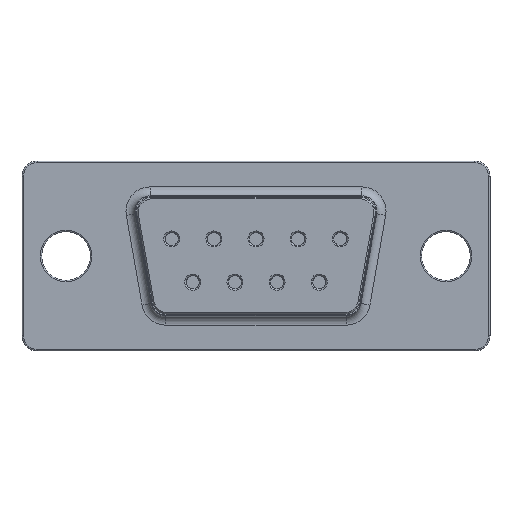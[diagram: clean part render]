
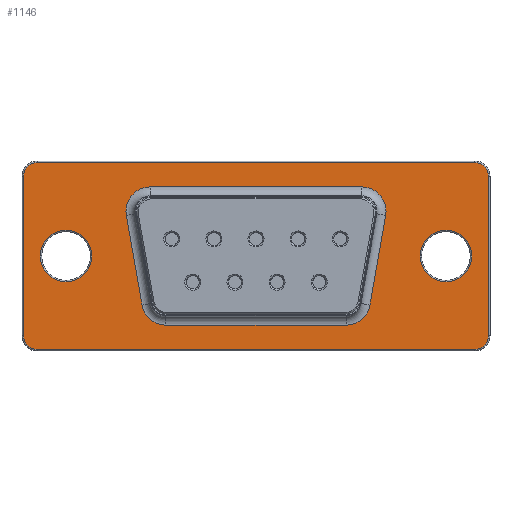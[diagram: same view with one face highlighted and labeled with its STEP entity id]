
A CAD part, top view. The second image highlights one B-rep face of the part: STEP entity #1146.
In plain terms, the highlighted planar face has unit normal (0, 0, 1).
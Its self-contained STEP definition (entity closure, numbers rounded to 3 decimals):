
#947 = VERTEX_POINT('',#948);
#948 = CARTESIAN_POINT('',(-14.075,1.254,4.7));
#957 = VERTEX_POINT('',#958);
#958 = CARTESIAN_POINT('',(-12.499,3.13,4.7));
#965 = EDGE_CURVE('',#947,#957,#966,.T.);
#966 = CIRCLE('',#967,1.6);
#967 = AXIS2_PLACEMENT_3D('',#968,#969,#970);
#968 = CARTESIAN_POINT('',(-12.499,1.53,4.7));
#969 = DIRECTION('',(0.,0.,-1.));
#970 = DIRECTION('',(-0.985,-0.173,0.));
#1044 = EDGE_CURVE('',#957,#1045,#1047,.T.);
#1045 = VERTEX_POINT('',#1046);
#1046 = CARTESIAN_POINT('',(1.419,3.13,4.7));
#1047 = LINE('',#1048,#1049);
#1048 = CARTESIAN_POINT('',(-12.499,3.13,4.7));
#1049 = VECTOR('',#1050,1.);
#1050 = DIRECTION('',(1.,0.,0.));
#1126 = VERTEX_POINT('',#1127);
#1127 = CARTESIAN_POINT('',(-13.041,-4.646,4.7));
#1134 = EDGE_CURVE('',#1126,#947,#1135,.T.);
#1135 = LINE('',#1136,#1137);
#1136 = CARTESIAN_POINT('',(-13.041,-4.646,4.7));
#1137 = VECTOR('',#1138,1.);
#1138 = DIRECTION('',(-0.173,0.985,0.));
#1146 = ADVANCED_FACE('',(#1147,#1193,#1263,#1274),#1285,.T.);
#1147 = FACE_BOUND('',#1148,.T.);
#1148 = EDGE_LOOP('',(#1149,#1150,#1159,#1167,#1176,#1184,#1191,#1192));
#1149 = ORIENTED_EDGE('',*,*,#1044,.T.);
#1150 = ORIENTED_EDGE('',*,*,#1151,.T.);
#1151 = EDGE_CURVE('',#1045,#1152,#1154,.T.);
#1152 = VERTEX_POINT('',#1153);
#1153 = CARTESIAN_POINT('',(2.995,1.254,4.7));
#1154 = CIRCLE('',#1155,1.6);
#1155 = AXIS2_PLACEMENT_3D('',#1156,#1157,#1158);
#1156 = CARTESIAN_POINT('',(1.419,1.53,4.7));
#1157 = DIRECTION('',(0.,0.,-1.));
#1158 = DIRECTION('',(0.,1.,0.));
#1159 = ORIENTED_EDGE('',*,*,#1160,.T.);
#1160 = EDGE_CURVE('',#1152,#1161,#1163,.T.);
#1161 = VERTEX_POINT('',#1162);
#1162 = CARTESIAN_POINT('',(1.961,-4.646,4.7));
#1163 = LINE('',#1164,#1165);
#1164 = CARTESIAN_POINT('',(2.995,1.254,4.7));
#1165 = VECTOR('',#1166,1.);
#1166 = DIRECTION('',(-0.173,-0.985,0.));
#1167 = ORIENTED_EDGE('',*,*,#1168,.T.);
#1168 = EDGE_CURVE('',#1161,#1169,#1171,.T.);
#1169 = VERTEX_POINT('',#1170);
#1170 = CARTESIAN_POINT('',(0.385,-5.97,4.7));
#1171 = CIRCLE('',#1172,1.6);
#1172 = AXIS2_PLACEMENT_3D('',#1173,#1174,#1175);
#1173 = CARTESIAN_POINT('',(0.385,-4.37,4.7));
#1174 = DIRECTION('',(0.,0.,-1.));
#1175 = DIRECTION('',(0.985,-0.173,0.));
#1176 = ORIENTED_EDGE('',*,*,#1177,.T.);
#1177 = EDGE_CURVE('',#1169,#1178,#1180,.T.);
#1178 = VERTEX_POINT('',#1179);
#1179 = CARTESIAN_POINT('',(-11.465,-5.97,4.7));
#1180 = LINE('',#1181,#1182);
#1181 = CARTESIAN_POINT('',(0.385,-5.97,4.7));
#1182 = VECTOR('',#1183,1.);
#1183 = DIRECTION('',(-1.,0.,0.));
#1184 = ORIENTED_EDGE('',*,*,#1185,.T.);
#1185 = EDGE_CURVE('',#1178,#1126,#1186,.T.);
#1186 = CIRCLE('',#1187,1.6);
#1187 = AXIS2_PLACEMENT_3D('',#1188,#1189,#1190);
#1188 = CARTESIAN_POINT('',(-11.465,-4.37,4.7));
#1189 = DIRECTION('',(0.,0.,-1.));
#1190 = DIRECTION('',(0.,-1.,0.));
#1191 = ORIENTED_EDGE('',*,*,#1134,.T.);
#1192 = ORIENTED_EDGE('',*,*,#965,.T.);
#1193 = FACE_BOUND('',#1194,.T.);
#1194 = EDGE_LOOP('',(#1195,#1206,#1214,#1223,#1231,#1240,#1248,#1257));
#1195 = ORIENTED_EDGE('',*,*,#1196,.T.);
#1196 = EDGE_CURVE('',#1197,#1199,#1201,.T.);
#1197 = VERTEX_POINT('',#1198);
#1198 = CARTESIAN_POINT('',(-19.94,4.73,4.7));
#1199 = VERTEX_POINT('',#1200);
#1200 = CARTESIAN_POINT('',(-20.84,3.83,4.7));
#1201 = CIRCLE('',#1202,0.9);
#1202 = AXIS2_PLACEMENT_3D('',#1203,#1204,#1205);
#1203 = CARTESIAN_POINT('',(-19.94,3.83,4.7));
#1204 = DIRECTION('',(0.,0.,1.));
#1205 = DIRECTION('',(0.,1.,0.));
#1206 = ORIENTED_EDGE('',*,*,#1207,.T.);
#1207 = EDGE_CURVE('',#1199,#1208,#1210,.T.);
#1208 = VERTEX_POINT('',#1209);
#1209 = CARTESIAN_POINT('',(-20.84,-6.67,4.7));
#1210 = LINE('',#1211,#1212);
#1211 = CARTESIAN_POINT('',(-20.84,3.83,4.7));
#1212 = VECTOR('',#1213,1.);
#1213 = DIRECTION('',(0.,-1.,0.));
#1214 = ORIENTED_EDGE('',*,*,#1215,.T.);
#1215 = EDGE_CURVE('',#1208,#1216,#1218,.T.);
#1216 = VERTEX_POINT('',#1217);
#1217 = CARTESIAN_POINT('',(-19.94,-7.57,4.7));
#1218 = CIRCLE('',#1219,0.9);
#1219 = AXIS2_PLACEMENT_3D('',#1220,#1221,#1222);
#1220 = CARTESIAN_POINT('',(-19.94,-6.67,4.7));
#1221 = DIRECTION('',(0.,0.,1.));
#1222 = DIRECTION('',(-1.,0.,0.));
#1223 = ORIENTED_EDGE('',*,*,#1224,.T.);
#1224 = EDGE_CURVE('',#1216,#1225,#1227,.T.);
#1225 = VERTEX_POINT('',#1226);
#1226 = CARTESIAN_POINT('',(8.86,-7.57,4.7));
#1227 = LINE('',#1228,#1229);
#1228 = CARTESIAN_POINT('',(-19.94,-7.57,4.7));
#1229 = VECTOR('',#1230,1.);
#1230 = DIRECTION('',(1.,0.,0.));
#1231 = ORIENTED_EDGE('',*,*,#1232,.T.);
#1232 = EDGE_CURVE('',#1225,#1233,#1235,.T.);
#1233 = VERTEX_POINT('',#1234);
#1234 = CARTESIAN_POINT('',(9.76,-6.67,4.7));
#1235 = CIRCLE('',#1236,0.9);
#1236 = AXIS2_PLACEMENT_3D('',#1237,#1238,#1239);
#1237 = CARTESIAN_POINT('',(8.86,-6.67,4.7));
#1238 = DIRECTION('',(0.,0.,1.));
#1239 = DIRECTION('',(0.,-1.,0.));
#1240 = ORIENTED_EDGE('',*,*,#1241,.T.);
#1241 = EDGE_CURVE('',#1233,#1242,#1244,.T.);
#1242 = VERTEX_POINT('',#1243);
#1243 = CARTESIAN_POINT('',(9.76,3.83,4.7));
#1244 = LINE('',#1245,#1246);
#1245 = CARTESIAN_POINT('',(9.76,-6.67,4.7));
#1246 = VECTOR('',#1247,1.);
#1247 = DIRECTION('',(0.,1.,0.));
#1248 = ORIENTED_EDGE('',*,*,#1249,.T.);
#1249 = EDGE_CURVE('',#1242,#1250,#1252,.T.);
#1250 = VERTEX_POINT('',#1251);
#1251 = CARTESIAN_POINT('',(8.86,4.73,4.7));
#1252 = CIRCLE('',#1253,0.9);
#1253 = AXIS2_PLACEMENT_3D('',#1254,#1255,#1256);
#1254 = CARTESIAN_POINT('',(8.86,3.83,4.7));
#1255 = DIRECTION('',(0.,0.,1.));
#1256 = DIRECTION('',(1.,0.,0.));
#1257 = ORIENTED_EDGE('',*,*,#1258,.T.);
#1258 = EDGE_CURVE('',#1250,#1197,#1259,.T.);
#1259 = LINE('',#1260,#1261);
#1260 = CARTESIAN_POINT('',(8.86,4.73,4.7));
#1261 = VECTOR('',#1262,1.);
#1262 = DIRECTION('',(-1.,0.,0.));
#1263 = FACE_BOUND('',#1264,.T.);
#1264 = EDGE_LOOP('',(#1265));
#1265 = ORIENTED_EDGE('',*,*,#1266,.F.);
#1266 = EDGE_CURVE('',#1267,#1267,#1269,.T.);
#1267 = VERTEX_POINT('',#1268);
#1268 = CARTESIAN_POINT('',(8.66,-1.42,4.7));
#1269 = CIRCLE('',#1270,1.7);
#1270 = AXIS2_PLACEMENT_3D('',#1271,#1272,#1273);
#1271 = CARTESIAN_POINT('',(6.96,-1.42,4.7));
#1272 = DIRECTION('',(0.,0.,1.));
#1273 = DIRECTION('',(1.,0.,0.));
#1274 = FACE_BOUND('',#1275,.T.);
#1275 = EDGE_LOOP('',(#1276));
#1276 = ORIENTED_EDGE('',*,*,#1277,.F.);
#1277 = EDGE_CURVE('',#1278,#1278,#1280,.T.);
#1278 = VERTEX_POINT('',#1279);
#1279 = CARTESIAN_POINT('',(-16.34,-1.42,4.7));
#1280 = CIRCLE('',#1281,1.7);
#1281 = AXIS2_PLACEMENT_3D('',#1282,#1283,#1284);
#1282 = CARTESIAN_POINT('',(-18.04,-1.42,4.7));
#1283 = DIRECTION('',(0.,0.,1.));
#1284 = DIRECTION('',(1.,0.,0.));
#1285 = PLANE('',#1286);
#1286 = AXIS2_PLACEMENT_3D('',#1287,#1288,#1289);
#1287 = CARTESIAN_POINT('',(-5.54,-1.42,4.7));
#1288 = DIRECTION('',(0.,0.,1.));
#1289 = DIRECTION('',(1.,0.,0.));
